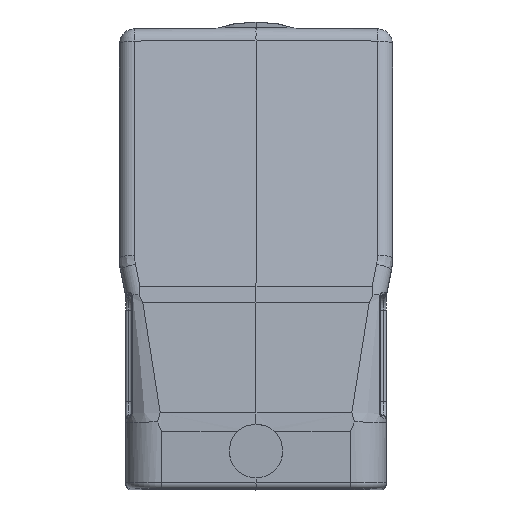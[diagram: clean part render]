
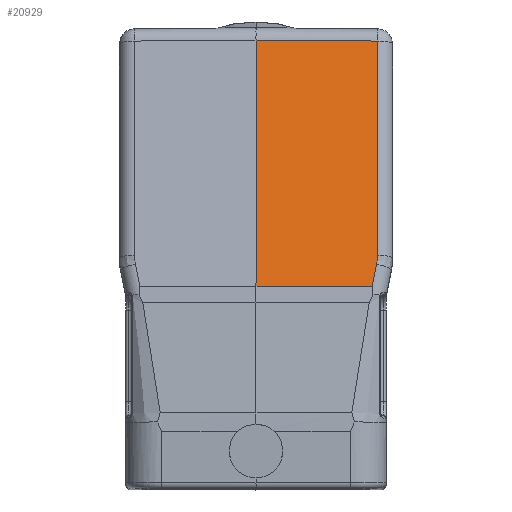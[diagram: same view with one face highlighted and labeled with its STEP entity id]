
A CAD part, top view. The second image highlights one B-rep face of the part: STEP entity #20929.
In plain terms, the highlighted planar face has unit normal (0.009, 0.19, 0.982).
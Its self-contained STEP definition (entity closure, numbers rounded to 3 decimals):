
#4503=DIRECTION('',(0.,0.982,-0.19));
#4504=VECTOR('',#4503,41.382);
#4505=CARTESIAN_POINT('',(0.,-21.241,
57.74));
#4506=LINE('',#4505,#4504);
#4507=DIRECTION('',(1.,-0.009,-0.007));
#4508=VECTOR('',#4507,20.023);
#4509=CARTESIAN_POINT('',(0.,19.39,49.891));
#4510=LINE('',#4509,#4508);
#4511=CARTESIAN_POINT('',(20.022,-16.12,56.573));
#4512=CARTESIAN_POINT('',(20.022,-16.614,56.669));
#4513=CARTESIAN_POINT('',(19.973,-17.107,56.764));
#4514=CARTESIAN_POINT('',(19.876,-17.591,56.859));
#4516=DIRECTION('',(-0.193,-0.963,0.188));
#4517=VECTOR('',#4516,3.79);
#4518=CARTESIAN_POINT('',(19.876,-17.591,56.859));
#4519=LINE('',#4518,#4517);
#4562=DIRECTION('',(1.,0.,-0.009));
#4563=VECTOR('',#4562,19.147);
#4564=CARTESIAN_POINT('',(0.,-21.241,
57.74));
#4565=LINE('',#4564,#4563);
#5381=DIRECTION('',(0.,0.982,-0.19));
#5382=VECTOR('',#5381,35.988);
#5383=CARTESIAN_POINT('',(20.022,-16.12,56.573));
#5384=LINE('',#5383,#5382);
#10105=CARTESIAN_POINT('',(19.876,-17.591,
56.859));
#10106=CARTESIAN_POINT('',(19.146,-21.241,
57.57));
#10107=VERTEX_POINT('',#10105);
#10108=VERTEX_POINT('',#10106);
#10110=CARTESIAN_POINT('',(0.,-21.241,
57.74));
#10111=CARTESIAN_POINT('',(0.,19.39,
49.891));
#10112=VERTEX_POINT('',#10110);
#10113=VERTEX_POINT('',#10111);
#10114=CARTESIAN_POINT('',(20.022,19.215,49.747));
#10115=VERTEX_POINT('',#10114);
#10116=CARTESIAN_POINT('',(20.022,-16.12,
56.573));
#10117=VERTEX_POINT('',#10116);
#20911=CARTESIAN_POINT('',(0.,-22.585,58.));
#20912=DIRECTION('',(0.009,0.19,0.982));
#20913=DIRECTION('',(0.,-0.982,0.19));
#20914=AXIS2_PLACEMENT_3D('',#20911,#20912,#20913);
#20915=PLANE('',#20914);
#20917=ORIENTED_EDGE('',*,*,#20916,.T.);
#20919=ORIENTED_EDGE('',*,*,#20918,.T.);
#20921=ORIENTED_EDGE('',*,*,#20920,.F.);
#20923=ORIENTED_EDGE('',*,*,#20922,.T.);
#20924=ORIENTED_EDGE('',*,*,#20896,.T.);
#20926=ORIENTED_EDGE('',*,*,#20925,.F.);
#20927=EDGE_LOOP('',(#20917,#20919,#20921,#20923,#20924,#20926));
#20928=FACE_OUTER_BOUND('',#20927,.F.);
#4515=B_SPLINE_CURVE_WITH_KNOTS('',3,(#4511,#4512,#4513,#4514),.UNSPECIFIED.,
.F.,.F.,(4,4),(0.,1.),.UNSPECIFIED.);
#20896=EDGE_CURVE('',#10107,#10108,#4519,.T.);
#20916=EDGE_CURVE('',#10112,#10113,#4506,.T.);
#20918=EDGE_CURVE('',#10113,#10115,#4510,.T.);
#20920=EDGE_CURVE('',#10117,#10115,#5384,.T.);
#20922=EDGE_CURVE('',#10117,#10107,#4515,.T.);
#20925=EDGE_CURVE('',#10112,#10108,#4565,.T.);
#20929=ADVANCED_FACE('',(#20928),#20915,.T.);
